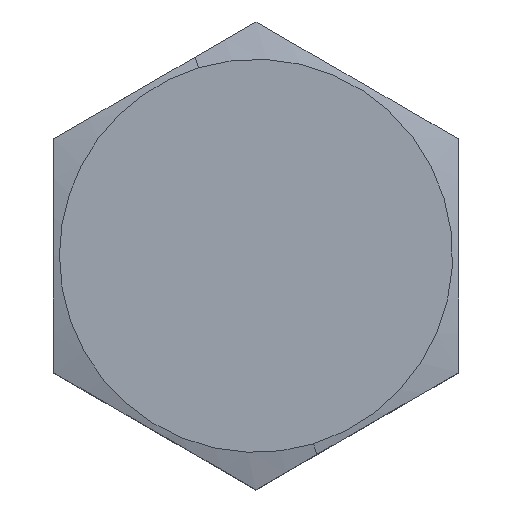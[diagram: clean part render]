
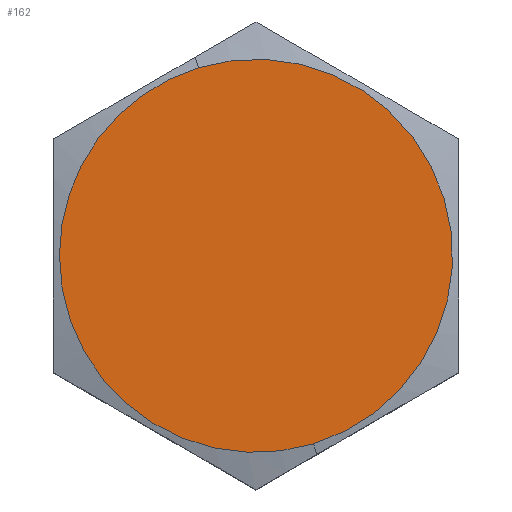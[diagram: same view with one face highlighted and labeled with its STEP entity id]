
A CAD part, top view. The second image highlights one B-rep face of the part: STEP entity #162.
In plain terms, the highlighted planar face has unit normal (0, 0, 1).
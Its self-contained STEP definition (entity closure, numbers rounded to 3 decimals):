
#28=PLANE('',#360);
#43=FACE_OUTER_BOUND('',#61,.F.);
#61=EDGE_LOOP('',(#124,#125,#126));
#124=ORIENTED_EDGE('',*,*,#256,.F.);
#125=ORIENTED_EDGE('',*,*,#255,.F.);
#126=ORIENTED_EDGE('',*,*,#254,.F.);
#162=ADVANCED_FACE('',(#43),#28,.T.);
#234=CIRCLE('',#345,11.65);
#235=CIRCLE('',#346,11.65);
#236=CIRCLE('',#347,11.65);
#254=EDGE_CURVE('',#289,#288,#234,.T.);
#255=EDGE_CURVE('',#288,#287,#235,.T.);
#256=EDGE_CURVE('',#287,#289,#236,.T.);
#287=VERTEX_POINT('',#457);
#288=VERTEX_POINT('',#458);
#289=VERTEX_POINT('',#459);
#345=AXIS2_PLACEMENT_3D('',#536,#389,#390);
#346=AXIS2_PLACEMENT_3D('',#537,#391,#392);
#347=AXIS2_PLACEMENT_3D('',#538,#393,#394);
#360=AXIS2_PLACEMENT_3D('',#615,#433,#434);
#389=DIRECTION('',(0.,0.,1.));
#390=DIRECTION('',(-1.,0.,0.));
#391=DIRECTION('',(0.,0.,1.));
#392=DIRECTION('',(0.292,-0.956,0.));
#393=DIRECTION('',(0.,0.,1.));
#394=DIRECTION('',(-0.292,0.956,0.));
#433=DIRECTION('',(0.,0.,1.));
#434=DIRECTION('',(1.,0.,0.));
#457=CARTESIAN_POINT('',(-3.406,11.141,13.));
#458=CARTESIAN_POINT('',(3.406,-11.141,13.));
#459=CARTESIAN_POINT('',(-11.65,0.,13.));
#536=CARTESIAN_POINT('',(0.,0.,13.));
#537=CARTESIAN_POINT('',(0.,0.,13.));
#538=CARTESIAN_POINT('',(0.,0.,13.));
#615=CARTESIAN_POINT('',(-12.814,-12.804,13.));
